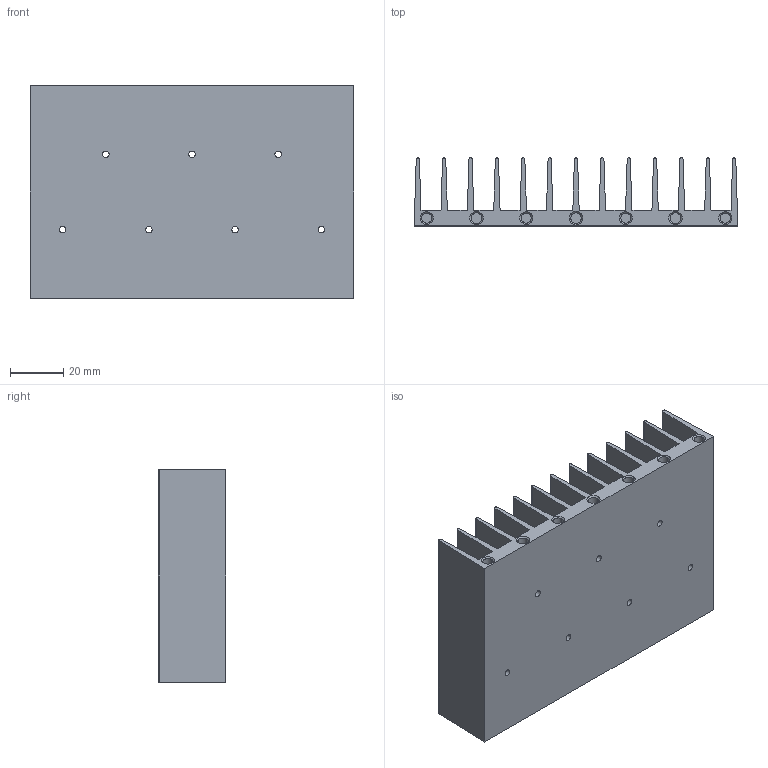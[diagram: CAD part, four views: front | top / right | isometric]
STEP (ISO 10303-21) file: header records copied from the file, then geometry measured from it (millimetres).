
FILE_DESCRIPTION (( 'STEP AP214' ), '1' );
FILE_NAME ('Ðàäèàòîð 122õ80.STEP', '2024-02-12T12:35:41', ( '' ), ( '' ), 'SwSTEP 2.0', 'SolidWorks 2021', '' );
FILE_SCHEMA (( 'AUTOMOTIVE_DESIGN' ));
Length unit declared in the file: millimetre
Products named in the file (1): Ðàäèàòîð 122õ80
Bounding box: 122 x 25.6 x 80 mm (x, y, z)
Volume: 90181.2 mm3; surface area: 65010.9 mm2
Topology: 1 solids, 1 shells, 143 faces, 362 edges, 232 vertices
Faces by surface type: plane 59, cylinder 56, cone 28
Entity records: 4440 total; most frequent: CARTESIAN_POINT 840, DIRECTION 776, ORIENTED_EDGE 724, EDGE_CURVE 362, AXIS2_PLACEMENT_3D 284, VERTEX_POINT 232, VECTOR 208, LINE 208
